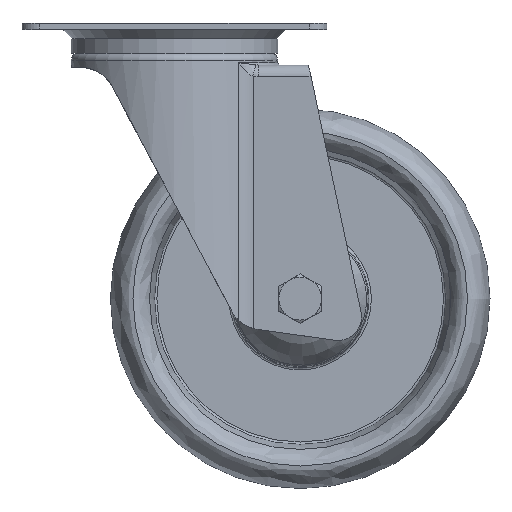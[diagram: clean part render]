
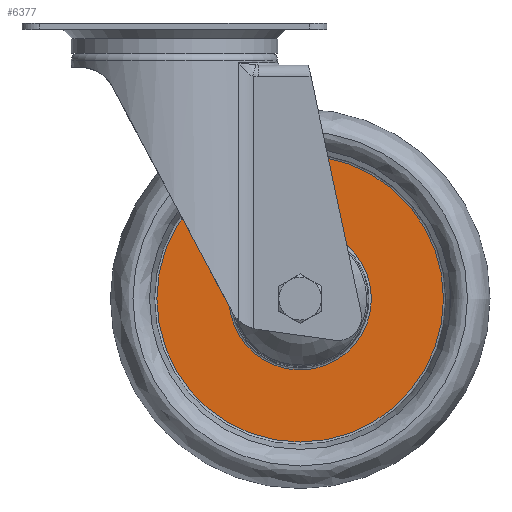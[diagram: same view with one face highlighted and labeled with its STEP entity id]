
A CAD part, top view. The second image highlights one B-rep face of the part: STEP entity #6377.
In plain terms, the highlighted planar face has unit normal (0, 0, 1).
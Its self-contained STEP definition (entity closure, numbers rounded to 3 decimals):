
#69 = CIRCLE ( 'NONE', #70, 29.997 ) ;
#70 = AXIS2_PLACEMENT_3D ( 'NONE', #3778, #3779, #3780 ) ;
#252 = ORIENTED_EDGE ( 'NONE', *, *, #3364, .F. ) ;
#256 = ORIENTED_EDGE ( 'NONE', *, *, #6138, .T. ) ;
#1124 = EDGE_LOOP ( 'NONE', ( #252 ) ) ;
#1125 = EDGE_LOOP ( 'NONE', ( #256 ) ) ;
#2245 = CARTESIAN_POINT ( 'NONE',  ( 19.064, -53.652, 4.75 ) ) ;
#2246 = DIRECTION ( 'NONE',  ( 0., 0., -1. ) ) ;
#2247 = DIRECTION ( 'NONE',  ( -1., 0., 0. ) ) ;
#3263 = AXIS2_PLACEMENT_3D ( 'NONE', #5191, #5192, #5193 ) ;
#3364 = EDGE_CURVE ( 'NONE', #4801, #4801, #6478, .T. ) ;
#3778 = CARTESIAN_POINT ( 'NONE',  ( 19.064, -53.652, 4.75 ) ) ;
#3779 = DIRECTION ( 'NONE',  ( 0., 0., -1. ) ) ;
#3780 = DIRECTION ( 'NONE',  ( -1., 0., 0. ) ) ;
#4696 = FACE_OUTER_BOUND ( 'NONE', #1124, .T. ) ;
#4697 = FACE_BOUND ( 'NONE', #1125, .T. ) ;
#4801 = VERTEX_POINT ( 'NONE', #5524 ) ;
#4894 = VERTEX_POINT ( 'NONE', #5617 ) ;
#5190 = PLANE ( 'NONE',  #3263 ) ;
#5191 = CARTESIAN_POINT ( 'NONE',  ( 19.064, -23.654, 4.75 ) ) ;
#5192 = DIRECTION ( 'NONE',  ( 0., 0., -1. ) ) ;
#5193 = DIRECTION ( 'NONE',  ( -1., 0., 0. ) ) ;
#5524 = CARTESIAN_POINT ( 'NONE',  ( -41.327, -53.652, 4.75 ) ) ;
#5617 = CARTESIAN_POINT ( 'NONE',  ( -10.933, -53.652, 4.75 ) ) ;
#6138 = EDGE_CURVE ( 'NONE', #4894, #4894, #69, .T. ) ;
#6377 = ADVANCED_FACE ( 'NONE', ( #4696, #4697 ), #5190, .F. ) ;
#6478 = CIRCLE ( 'NONE', #6479, 60.391 ) ;
#6479 = AXIS2_PLACEMENT_3D ( 'NONE', #2245, #2246, #2247 ) ;
